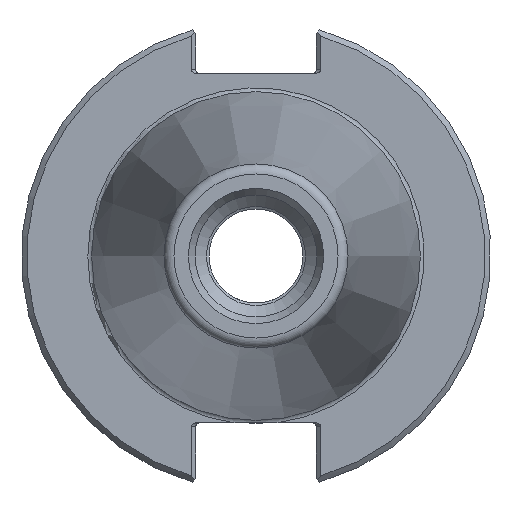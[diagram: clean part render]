
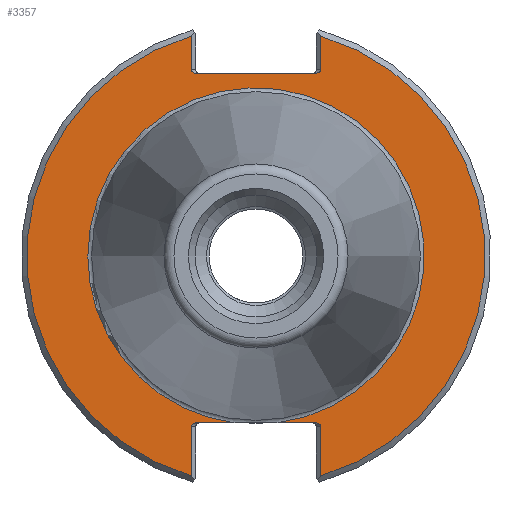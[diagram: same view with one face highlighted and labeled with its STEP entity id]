
A CAD part, left-side view. The second image highlights one B-rep face of the part: STEP entity #3357.
In plain terms, the highlighted planar face has unit normal (-1, 0, 0).
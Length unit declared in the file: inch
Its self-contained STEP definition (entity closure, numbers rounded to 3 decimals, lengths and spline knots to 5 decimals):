
#497=CARTESIAN_POINT('',(0.125,-0.31672,-0.888));
#498=VERTEX_POINT('',#497);
#505=CARTESIAN_POINT('',(0.125,-0.11172,-0.888));
#506=VERTEX_POINT('',#505);
#507=CARTESIAN_POINT('',(0.125,-0.31672,-0.888));
#508=DIRECTION('',(0.0,1.0,0.0));
#509=VECTOR('',#508,0.205);
#510=LINE('',#507,#509);
#511=EDGE_CURVE('',#498,#506,#510,.T.);
#513=CARTESIAN_POINT('',(0.125,0.11172,-0.888));
#514=VERTEX_POINT('',#513);
#529=CARTESIAN_POINT('',(0.125,0.31672,-0.888));
#530=VERTEX_POINT('',#529);
#531=CARTESIAN_POINT('',(0.125,0.11172,-0.888));
#532=DIRECTION('',(0.0,1.0,0.0));
#533=VECTOR('',#532,0.205);
#534=LINE('',#531,#533);
#535=EDGE_CURVE('',#514,#530,#534,.T.);
#2601=CARTESIAN_POINT('',(0.125,0.345,0.992));
#2602=VERTEX_POINT('',#2601);
#2609=CARTESIAN_POINT('',(0.125,0.31672,0.972));
#2610=VERTEX_POINT('',#2609);
#2611=CARTESIAN_POINT('',(0.125,0.31672,0.992));
#2612=DIRECTION('',(-1.0,0.0,0.0));
#2613=DIRECTION('',(0.0,1.0,0.0));
#2614=AXIS2_PLACEMENT_3D('',#2611,#2612,#2613);
#2615=ELLIPSE('',#2614,0.02828,0.02);
#2616=EDGE_CURVE('',#2602,#2610,#2615,.T.);
#2691=CARTESIAN_POINT('',(0.125,0.345,1.1702));
#2692=VERTEX_POINT('',#2691);
#2699=CARTESIAN_POINT('',(0.125,0.345,1.1702));
#2700=DIRECTION('',(0.0,0.0,-1.0));
#2701=VECTOR('',#2700,0.1782);
#2702=LINE('',#2699,#2701);
#2703=EDGE_CURVE('',#2692,#2602,#2702,.T.);
#2786=CARTESIAN_POINT('',(0.125,-0.31672,0.972));
#2787=VERTEX_POINT('',#2786);
#2794=CARTESIAN_POINT('',(0.125,-0.345,0.992));
#2795=VERTEX_POINT('',#2794);
#2796=CARTESIAN_POINT('',(0.125,-0.31672,0.992));
#2797=DIRECTION('',(-1.0,0.0,0.0));
#2798=DIRECTION('',(0.0,-1.0,0.0));
#2799=AXIS2_PLACEMENT_3D('',#2796,#2797,#2798);
#2800=ELLIPSE('',#2799,0.02828,0.02);
#2801=EDGE_CURVE('',#2787,#2795,#2800,.T.);
#2844=CARTESIAN_POINT('',(0.125,-0.345,1.1702));
#2845=VERTEX_POINT('',#2844);
#2846=CARTESIAN_POINT('',(0.125,-0.345,0.992));
#2847=DIRECTION('',(0.0,0.0,1.0));
#2848=VECTOR('',#2847,0.1782);
#2849=LINE('',#2846,#2848);
#2850=EDGE_CURVE('',#2795,#2845,#2849,.T.);
#2868=CARTESIAN_POINT('',(0.125,-0.345,-0.908));
#2869=VERTEX_POINT('',#2868);
#2870=CARTESIAN_POINT('',(0.125,-0.31672,-0.908));
#2871=DIRECTION('',(-1.0,0.0,0.0));
#2872=DIRECTION('',(0.0,-1.0,0.0));
#2873=AXIS2_PLACEMENT_3D('',#2870,#2871,#2872);
#2874=ELLIPSE('',#2873,0.02828,0.02);
#2875=EDGE_CURVE('',#2869,#498,#2874,.T.);
#2944=CARTESIAN_POINT('',(0.125,-0.345,-1.1702));
#2945=VERTEX_POINT('',#2944);
#2952=CARTESIAN_POINT('',(0.125,-0.345,-1.1702));
#2953=DIRECTION('',(0.0,0.0,1.0));
#2954=VECTOR('',#2953,0.2622);
#2955=LINE('',#2952,#2954);
#2956=EDGE_CURVE('',#2945,#2869,#2955,.T.);
#3026=CARTESIAN_POINT('',(0.125,0.345,-0.908));
#3027=VERTEX_POINT('',#3026);
#3028=CARTESIAN_POINT('',(0.125,0.31672,-0.908));
#3029=DIRECTION('',(-1.0,0.0,0.0));
#3030=DIRECTION('',(0.0,1.0,0.0));
#3031=AXIS2_PLACEMENT_3D('',#3028,#3029,#3030);
#3032=ELLIPSE('',#3031,0.02828,0.02);
#3033=EDGE_CURVE('',#530,#3027,#3032,.T.);
#3076=CARTESIAN_POINT('',(0.125,0.345,-1.1702));
#3077=VERTEX_POINT('',#3076);
#3078=CARTESIAN_POINT('',(0.125,0.345,-0.908));
#3079=DIRECTION('',(0.0,0.0,-1.0));
#3080=VECTOR('',#3079,0.2622);
#3081=LINE('',#3078,#3080);
#3082=EDGE_CURVE('',#3027,#3077,#3081,.T.);
#3149=CARTESIAN_POINT('',(0.125,0.31672,0.972));
#3150=DIRECTION('',(0.0,-1.0,0.0));
#3151=VECTOR('',#3150,0.63343);
#3152=LINE('',#3149,#3151);
#3153=EDGE_CURVE('',#2610,#2787,#3152,.T.);
#3303=CARTESIAN_POINT('',(0.125,0.,0.0));
#3304=DIRECTION('',(-1.0,0.0,0.0));
#3305=DIRECTION('',(0.0,-1.0,0.0));
#3306=AXIS2_PLACEMENT_3D('',#3303,#3304,#3305);
#3307=CIRCLE('',#3306,0.895);
#3308=EDGE_CURVE('',#506,#514,#3307,.T.);
#3324=CARTESIAN_POINT('',(0.125,1.0625,0.0));
#3325=DIRECTION('',(-1.0,0.0,0.0));
#3326=DIRECTION('',(0.0,0.0,1.0));
#3327=AXIS2_PLACEMENT_3D('',#3324,#3325,#3326);
#3328=PLANE('',#3327);
#3329=ORIENTED_EDGE('',*,*,#3308,.F.);
#3330=ORIENTED_EDGE('',*,*,#511,.F.);
#3331=ORIENTED_EDGE('',*,*,#2875,.F.);
#3332=ORIENTED_EDGE('',*,*,#2956,.F.);
#3333=CARTESIAN_POINT('',(0.125,0.,0.0));
#3334=DIRECTION('',(1.0,0.0,0.0));
#3335=DIRECTION('',(0.0,-1.0,0.0));
#3336=AXIS2_PLACEMENT_3D('',#3333,#3334,#3335);
#3337=CIRCLE('',#3336,1.22);
#3338=EDGE_CURVE('',#2845,#2945,#3337,.T.);
#3339=ORIENTED_EDGE('',*,*,#3338,.F.);
#3340=ORIENTED_EDGE('',*,*,#2850,.F.);
#3341=ORIENTED_EDGE('',*,*,#2801,.F.);
#3342=ORIENTED_EDGE('',*,*,#3153,.F.);
#3343=ORIENTED_EDGE('',*,*,#2616,.F.);
#3344=ORIENTED_EDGE('',*,*,#2703,.F.);
#3345=CARTESIAN_POINT('',(0.125,0.,0.0));
#3346=DIRECTION('',(1.0,0.0,0.0));
#3347=DIRECTION('',(0.0,1.0,0.0));
#3348=AXIS2_PLACEMENT_3D('',#3345,#3346,#3347);
#3349=CIRCLE('',#3348,1.22);
#3350=EDGE_CURVE('',#3077,#2692,#3349,.T.);
#3351=ORIENTED_EDGE('',*,*,#3350,.F.);
#3352=ORIENTED_EDGE('',*,*,#3082,.F.);
#3353=ORIENTED_EDGE('',*,*,#3033,.F.);
#3354=ORIENTED_EDGE('',*,*,#535,.F.);
#3355=EDGE_LOOP('',(#3329,#3330,#3331,#3332,#3339,#3340,#3341,#3342,#3343,#3344,#3351,#3352,#3353,#3354));
#3356=FACE_OUTER_BOUND('',#3355,.T.);
#3357=ADVANCED_FACE('',(#3356),#3328,.T.);
